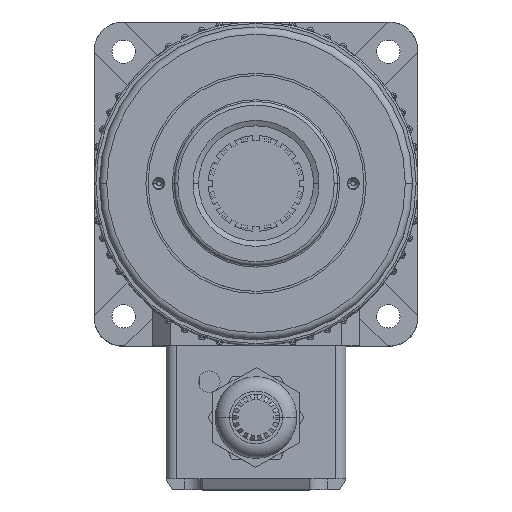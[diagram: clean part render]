
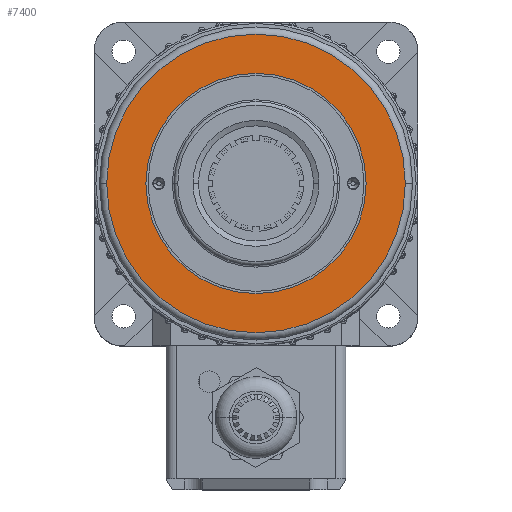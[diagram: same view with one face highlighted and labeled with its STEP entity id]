
A CAD part, top view. The second image highlights one B-rep face of the part: STEP entity #7400.
In plain terms, the highlighted planar face has unit normal (0, 0, 1).
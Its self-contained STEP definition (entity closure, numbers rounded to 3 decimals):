
#151 = CARTESIAN_POINT ( 'NONE',  ( -30.6, 0., 97. ) ) ;
#346 = EDGE_CURVE ( 'NONE', #22092, #19508, #9864, .T. ) ;
#1537 = CARTESIAN_POINT ( 'NONE',  ( 0., 0., 97. ) ) ;
#1682 = EDGE_CURVE ( 'NONE', #5490, #21827, #9023, .T. ) ;
#5490 = VERTEX_POINT ( 'NONE', #151 ) ;
#6011 = CARTESIAN_POINT ( 'NONE',  ( -41.5, 0., 97. ) ) ;
#7104 = CARTESIAN_POINT ( 'NONE',  ( 0., 0., 97. ) ) ;
#7400 = ADVANCED_FACE ( 'NONE', ( #18192, #23626 ), #26083, .T. ) ;
#7830 = AXIS2_PLACEMENT_3D ( 'NONE', #1537, #7982, #22300 ) ;
#7909 = CARTESIAN_POINT ( 'NONE',  ( 0., 0., 97. ) ) ;
#7982 = DIRECTION ( 'NONE',  ( 0., 0., 1. ) ) ;
#8427 = ORIENTED_EDGE ( 'NONE', *, *, #346, .T. ) ;
#8714 = ORIENTED_EDGE ( 'NONE', *, *, #22094, .T. ) ;
#8837 = ORIENTED_EDGE ( 'NONE', *, *, #22473, .F. ) ;
#9004 = DIRECTION ( 'NONE',  ( 1., 0., 0. ) ) ;
#9023 = CIRCLE ( 'NONE', #18084, 30.6 ) ;
#9030 = DIRECTION ( 'NONE',  ( 0., 0., 1. ) ) ;
#9035 = CARTESIAN_POINT ( 'NONE',  ( 0., 0., 97. ) ) ;
#9081 = ORIENTED_EDGE ( 'NONE', *, *, #1682, .F. ) ;
#9131 = DIRECTION ( 'NONE',  ( 1., 0., 0. ) ) ;
#9219 = AXIS2_PLACEMENT_3D ( 'NONE', #7909, #22218, #9964 ) ;
#9864 = CIRCLE ( 'NONE', #20703, 41.5 ) ;
#9964 = DIRECTION ( 'NONE',  ( 1., 0., 0. ) ) ;
#10469 = DIRECTION ( 'NONE',  ( 1., 0., 0. ) ) ;
#10552 = DIRECTION ( 'NONE',  ( 0., 0., 1. ) ) ;
#10577 = CARTESIAN_POINT ( 'NONE',  ( 0., 0., 97. ) ) ;
#13568 = CARTESIAN_POINT ( 'NONE',  ( 30.6, 0., 97. ) ) ;
#13992 = CARTESIAN_POINT ( 'NONE',  ( 41.5, 0., 97. ) ) ;
#16537 = CIRCLE ( 'NONE', #9219, 41.5 ) ;
#18084 = AXIS2_PLACEMENT_3D ( 'NONE', #10577, #10552, #10469 ) ;
#18192 = FACE_OUTER_BOUND ( 'NONE', #25363, .T. ) ;
#19508 = VERTEX_POINT ( 'NONE', #6011 ) ;
#20703 = AXIS2_PLACEMENT_3D ( 'NONE', #9035, #9030, #9004 ) ;
#21395 = DIRECTION ( 'NONE',  ( 0., 0., 1. ) ) ;
#21827 = VERTEX_POINT ( 'NONE', #13568 ) ;
#22092 = VERTEX_POINT ( 'NONE', #13992 ) ;
#22094 = EDGE_CURVE ( 'NONE', #19508, #22092, #16537, .T. ) ;
#22218 = DIRECTION ( 'NONE',  ( 0., 0., 1. ) ) ;
#22300 = DIRECTION ( 'NONE',  ( 1., 0., 0. ) ) ;
#22473 = EDGE_CURVE ( 'NONE', #21827, #5490, #25059, .T. ) ;
#23626 = FACE_BOUND ( 'NONE', #25588, .T. ) ;
#25059 = CIRCLE ( 'NONE', #25065, 30.6 ) ;
#25065 = AXIS2_PLACEMENT_3D ( 'NONE', #7104, #21395, #9131 ) ;
#25363 = EDGE_LOOP ( 'NONE', ( #8427, #8714 ) ) ;
#25588 = EDGE_LOOP ( 'NONE', ( #8837, #9081 ) ) ;
#26083 = PLANE ( 'NONE',  #7830 ) ;
